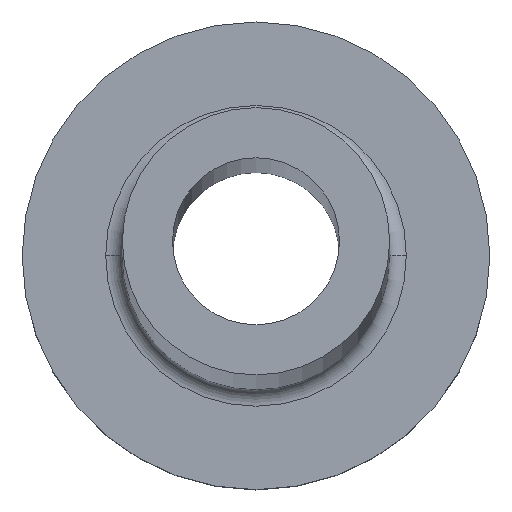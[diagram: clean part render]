
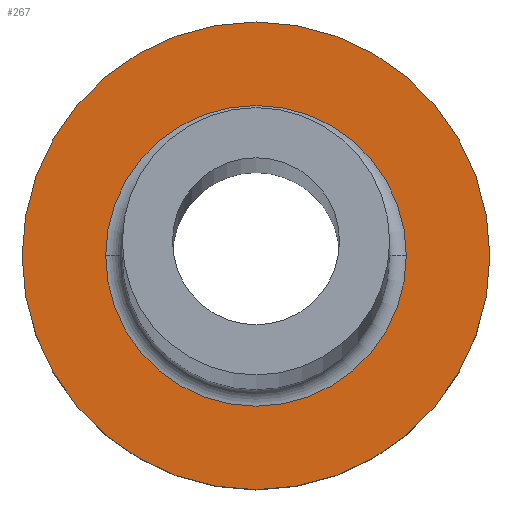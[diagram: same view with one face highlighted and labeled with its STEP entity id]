
A CAD part, top view. The second image highlights one B-rep face of the part: STEP entity #267.
In plain terms, the highlighted planar face has unit normal (0, 0, 1).
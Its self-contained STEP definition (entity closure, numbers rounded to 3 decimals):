
#3 = DIRECTION ( 'NONE',  ( 1., 0., 0. ) ) ;
#6 = ORIENTED_EDGE ( 'NONE', *, *, #372, .T. ) ;
#7 = AXIS2_PLACEMENT_3D ( 'NONE', #58, #176, #255 ) ;
#20 = CIRCLE ( 'NONE', #309, 4.5 ) ;
#32 = DIRECTION ( 'NONE',  ( 1., 0., 0. ) ) ;
#35 = ORIENTED_EDGE ( 'NONE', *, *, #239, .T. ) ;
#42 = EDGE_LOOP ( 'NONE', ( #262, #6 ) ) ;
#53 = DIRECTION ( 'NONE',  ( 1., 0., 0. ) ) ;
#58 = CARTESIAN_POINT ( 'NONE',  ( 0., 0., 5. ) ) ;
#61 = VERTEX_POINT ( 'NONE', #341 ) ;
#65 = CARTESIAN_POINT ( 'NONE',  ( 0., 0., 5. ) ) ;
#72 = DIRECTION ( 'NONE',  ( 0., 0., -1. ) ) ;
#81 = CARTESIAN_POINT ( 'NONE',  ( 0., 0., 5. ) ) ;
#88 = EDGE_CURVE ( 'NONE', #61, #318, #20, .T. ) ;
#91 = DIRECTION ( 'NONE',  ( 0., 0., -1. ) ) ;
#101 = CIRCLE ( 'NONE', #258, 4.5 ) ;
#123 = FACE_BOUND ( 'NONE', #42, .T. ) ;
#126 = VERTEX_POINT ( 'NONE', #288 ) ;
#130 = CARTESIAN_POINT ( 'NONE',  ( 0., 0., 5. ) ) ;
#141 = DIRECTION ( 'NONE',  ( 1., 0., 0. ) ) ;
#151 = CARTESIAN_POINT ( 'NONE',  ( 0., 0., 5. ) ) ;
#158 = EDGE_CURVE ( 'NONE', #126, #161, #360, .T. ) ;
#161 = VERTEX_POINT ( 'NONE', #177 ) ;
#176 = DIRECTION ( 'NONE',  ( 0., 0., 1. ) ) ;
#177 = CARTESIAN_POINT ( 'NONE',  ( -7., 0., 5. ) ) ;
#192 = ORIENTED_EDGE ( 'NONE', *, *, #158, .T. ) ;
#209 = AXIS2_PLACEMENT_3D ( 'NONE', #65, #259, #3 ) ;
#234 = CIRCLE ( 'NONE', #209, 7. ) ;
#236 = PLANE ( 'NONE',  #246 ) ;
#238 = CARTESIAN_POINT ( 'NONE',  ( -4.5, 0., 5. ) ) ;
#239 = EDGE_CURVE ( 'NONE', #161, #126, #234, .T. ) ;
#246 = AXIS2_PLACEMENT_3D ( 'NONE', #130, #355, #32 ) ;
#255 = DIRECTION ( 'NONE',  ( 1., 0., 0. ) ) ;
#258 = AXIS2_PLACEMENT_3D ( 'NONE', #81, #72, #141 ) ;
#259 = DIRECTION ( 'NONE',  ( 0., 0., 1. ) ) ;
#262 = ORIENTED_EDGE ( 'NONE', *, *, #88, .T. ) ;
#267 = ADVANCED_FACE ( 'NONE', ( #123, #291 ), #236, .T. ) ;
#288 = CARTESIAN_POINT ( 'NONE',  ( 7., 0., 5. ) ) ;
#291 = FACE_OUTER_BOUND ( 'NONE', #363, .T. ) ;
#309 = AXIS2_PLACEMENT_3D ( 'NONE', #151, #91, #53 ) ;
#318 = VERTEX_POINT ( 'NONE', #238 ) ;
#341 = CARTESIAN_POINT ( 'NONE',  ( 4.5, 0., 5. ) ) ;
#355 = DIRECTION ( 'NONE',  ( 0., 0., 1. ) ) ;
#360 = CIRCLE ( 'NONE', #7, 7. ) ;
#363 = EDGE_LOOP ( 'NONE', ( #35, #192 ) ) ;
#372 = EDGE_CURVE ( 'NONE', #318, #61, #101, .T. ) ;
